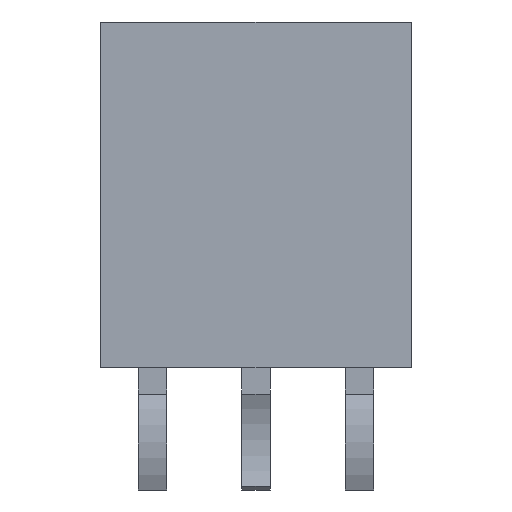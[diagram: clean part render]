
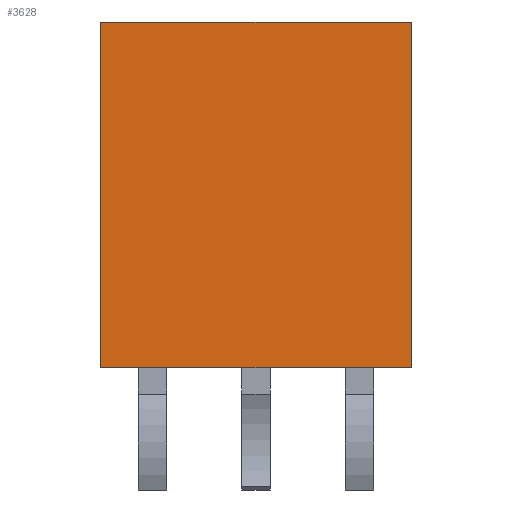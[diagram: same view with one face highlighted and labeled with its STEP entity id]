
A CAD part, front view. The second image highlights one B-rep face of the part: STEP entity #3628.
In plain terms, the highlighted planar face has unit normal (0, -1, 0).
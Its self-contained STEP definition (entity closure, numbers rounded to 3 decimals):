
#14=DIRECTION('',(1.,0.,0.));
#15=VECTOR('',#14,7.62);
#16=CARTESIAN_POINT('',(-3.81,-1.26,0.));
#17=LINE('',#16,#15);
#70=DIRECTION('',(0.,0.,-1.));
#71=VECTOR('',#70,8.5);
#72=CARTESIAN_POINT('',(-3.81,-1.26,0.));
#73=LINE('',#72,#71);
#74=DIRECTION('',(0.,0.,-1.));
#75=VECTOR('',#74,8.5);
#76=CARTESIAN_POINT('',(3.81,-1.26,0.));
#77=LINE('',#76,#75);
#86=DIRECTION('',(1.,0.,0.));
#87=VECTOR('',#86,7.62);
#88=CARTESIAN_POINT('',(-3.81,-1.26,-8.5));
#89=LINE('',#88,#87);
#3177=CARTESIAN_POINT('',(-3.81,-1.26,0.));
#3179=VERTEX_POINT('',#3177);
#3180=CARTESIAN_POINT('',(3.81,-1.26,0.));
#3181=VERTEX_POINT('',#3180);
#3185=CARTESIAN_POINT('',(-3.81,-1.26,-8.5));
#3187=VERTEX_POINT('',#3185);
#3188=CARTESIAN_POINT('',(3.81,-1.26,-8.5));
#3189=VERTEX_POINT('',#3188);
#3615=CARTESIAN_POINT('',(-3.81,-1.26,0.));
#3616=DIRECTION('',(0.,-1.,0.));
#3617=DIRECTION('',(1.,0.,0.));
#3618=AXIS2_PLACEMENT_3D('',#3615,#3616,#3617);
#3619=PLANE('',#3618);
#3620=ORIENTED_EDGE('',*,*,#3565,.T.);
#3622=ORIENTED_EDGE('',*,*,#3621,.T.);
#3624=ORIENTED_EDGE('',*,*,#3623,.F.);
#3625=ORIENTED_EDGE('',*,*,#3606,.F.);
#3626=EDGE_LOOP('',(#3620,#3622,#3624,#3625));
#3627=FACE_OUTER_BOUND('',#3626,.F.);
#3565=EDGE_CURVE('',#3179,#3181,#17,.T.);
#3606=EDGE_CURVE('',#3179,#3187,#73,.T.);
#3621=EDGE_CURVE('',#3181,#3189,#77,.T.);
#3623=EDGE_CURVE('',#3187,#3189,#89,.T.);
#3628=ADVANCED_FACE('',(#3627),#3619,.T.);
